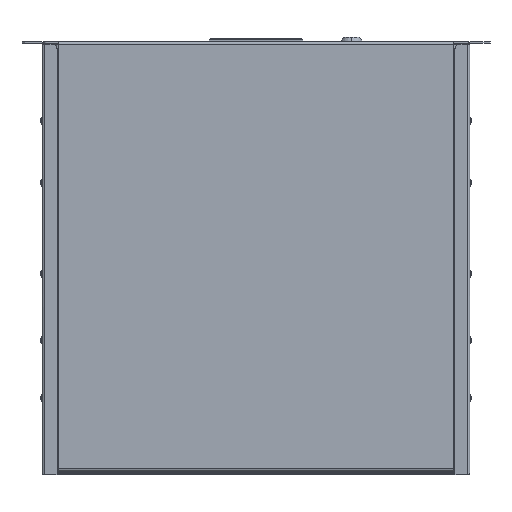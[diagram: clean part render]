
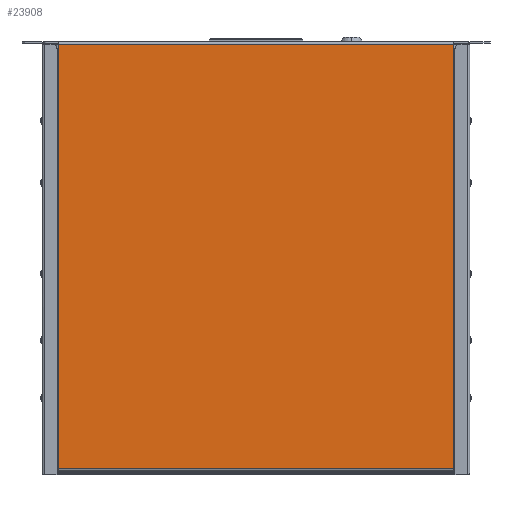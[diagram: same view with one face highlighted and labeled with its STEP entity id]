
A CAD part, front view. The second image highlights one B-rep face of the part: STEP entity #23908.
In plain terms, the highlighted planar face has unit normal (0, -1, 0).
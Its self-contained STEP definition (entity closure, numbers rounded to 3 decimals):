
#373 = VECTOR ( 'NONE', #19642, 1000. ) ;
#1569 = ORIENTED_EDGE ( 'NONE', *, *, #16666, .F. ) ;
#2742 = EDGE_CURVE ( 'NONE', #35257, #15733, #30459, .T. ) ;
#3738 = FACE_OUTER_BOUND ( 'NONE', #36207, .T. ) ;
#4252 = VERTEX_POINT ( 'NONE', #14361 ) ;
#5558 = CARTESIAN_POINT ( 'NONE',  ( -203.8, -85.6, 220.9 ) ) ;
#7395 = CARTESIAN_POINT ( 'NONE',  ( -204.093, -85.6, -216.9 ) ) ;
#8741 = LINE ( 'NONE', #34043, #20923 ) ;
#9087 = VERTEX_POINT ( 'NONE', #37773 ) ;
#9188 = CARTESIAN_POINT ( 'NONE',  ( 0., -85.6, 0.9 ) ) ;
#9674 = EDGE_CURVE ( 'NONE', #4252, #9087, #23954, .T. ) ;
#11476 = CARTESIAN_POINT ( 'NONE',  ( 203.8, -85.6, -217.193 ) ) ;
#11636 = CARTESIAN_POINT ( 'NONE',  ( -203.8, -85.6, 220.9 ) ) ;
#12980 = DIRECTION ( 'NONE',  ( 0., 1., 0. ) ) ;
#13805 = ORIENTED_EDGE ( 'NONE', *, *, #16995, .T. ) ;
#14056 = CARTESIAN_POINT ( 'NONE',  ( -203.8, -85.6, -216.9 ) ) ;
#14361 = CARTESIAN_POINT ( 'NONE',  ( 203.8, -85.6, -216.9 ) ) ;
#14700 = DIRECTION ( 'NONE',  ( 0., 0., 1. ) ) ;
#15186 = DIRECTION ( 'NONE',  ( 0., 0., -1. ) ) ;
#15733 = VERTEX_POINT ( 'NONE', #14056 ) ;
#16666 = EDGE_CURVE ( 'NONE', #35257, #9087, #8741, .T. ) ;
#16995 = EDGE_CURVE ( 'NONE', #15733, #4252, #35142, .T. ) ;
#19642 = DIRECTION ( 'NONE',  ( 1., 0., 0. ) ) ;
#20923 = VECTOR ( 'NONE', #27020, 1000. ) ;
#22045 = DIRECTION ( 'NONE',  ( 0., 0., 1. ) ) ;
#23281 = ORIENTED_EDGE ( 'NONE', *, *, #2742, .T. ) ;
#23908 = ADVANCED_FACE ( 'NONE', ( #3738 ), #27677, .F. ) ;
#23954 = LINE ( 'NONE', #11476, #39007 ) ;
#27020 = DIRECTION ( 'NONE',  ( 1., 0., 0. ) ) ;
#27677 = PLANE ( 'NONE',  #28088 ) ;
#28088 = AXIS2_PLACEMENT_3D ( 'NONE', #9188, #12980, #22045 ) ;
#30459 = LINE ( 'NONE', #5558, #38816 ) ;
#32432 = ORIENTED_EDGE ( 'NONE', *, *, #9674, .T. ) ;
#34043 = CARTESIAN_POINT ( 'NONE',  ( 206., -85.6, 220.9 ) ) ;
#35142 = LINE ( 'NONE', #7395, #373 ) ;
#35257 = VERTEX_POINT ( 'NONE', #11636 ) ;
#36207 = EDGE_LOOP ( 'NONE', ( #13805, #32432, #1569, #23281 ) ) ;
#37773 = CARTESIAN_POINT ( 'NONE',  ( 203.8, -85.6, 220.9 ) ) ;
#38816 = VECTOR ( 'NONE', #15186, 1000. ) ;
#39007 = VECTOR ( 'NONE', #14700, 1000. ) ;
